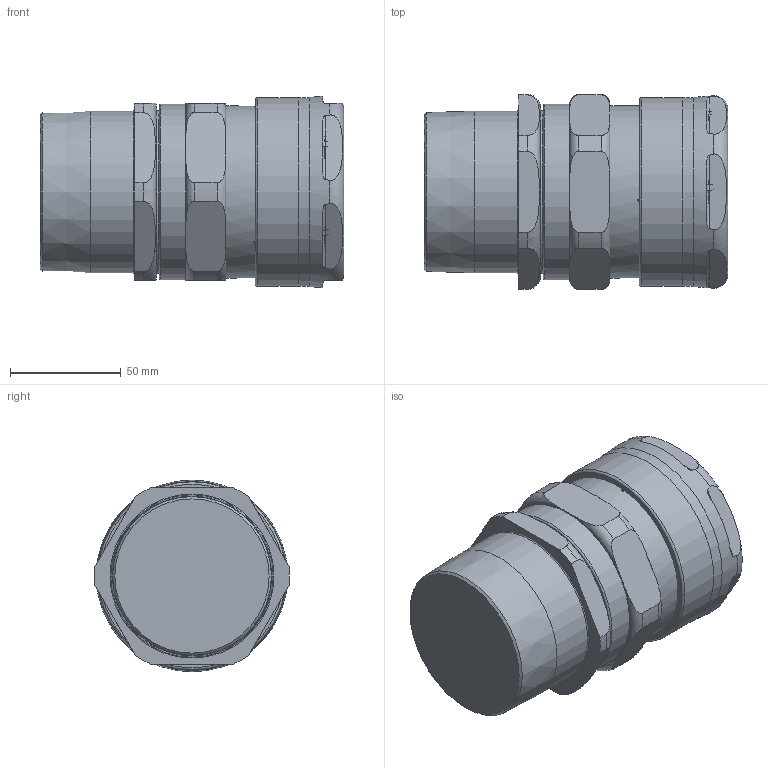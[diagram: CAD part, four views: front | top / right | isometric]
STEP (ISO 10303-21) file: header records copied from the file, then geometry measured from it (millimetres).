
FILE_DESCRIPTION(/* description */ (''),/* implementation_level */ '2;1');
FILE_NAME(/* name */ '151_RAC_X E_2_1_2_NPT.stp',/* time_stamp */ '2021-05-21T22:19:35+06:00',/* author */ ('vinaykumark'),/* organization */ (''),/* preprocessor_version */ 'ST-DEVELOPER v18',/* originating_system */ 'Autodesk Inventor 2020',/* authorisation */ '');
FILE_SCHEMA (('AUTOMOTIVE_DESIGN { 1 0 10303 214 3 1 1 }'));
Length unit declared in the file: inch
Products named in the file (1): 151_RAC_X E_2_1_2_NPT
Bounding box: 137.17 x 87.96 x 86.45 mm (x, y, z)
Volume: 984473.1 mm3; surface area: 148756.1 mm2
Topology: 9 solids, 9 shells, 889 faces, 2486 edges, 1625 vertices
Faces by surface type: plane 262, torus 230, cylinder 167, cone 161, bspline 69
Full cylindrical faces by diameter (mm): 56.3 x1, 65.3 x1, 66.45 x1, 70.3 x1, 72 x1, 72.3 x1, 73 x3, 73.03 x1, 73.3 x1, 76.2 x1, 77.7 x1, 78.5 x1, 79.2 x1, 80 x1, 85 x1
Entity records: 35141 total; most frequent: CARTESIAN_POINT 12583, ORIENTED_EDGE 4972, DIRECTION 4185, EDGE_CURVE 2486, AXIS2_PLACEMENT_3D 1740, VERTEX_POINT 1625, EDGE_LOOP 903, CIRCLE 903
